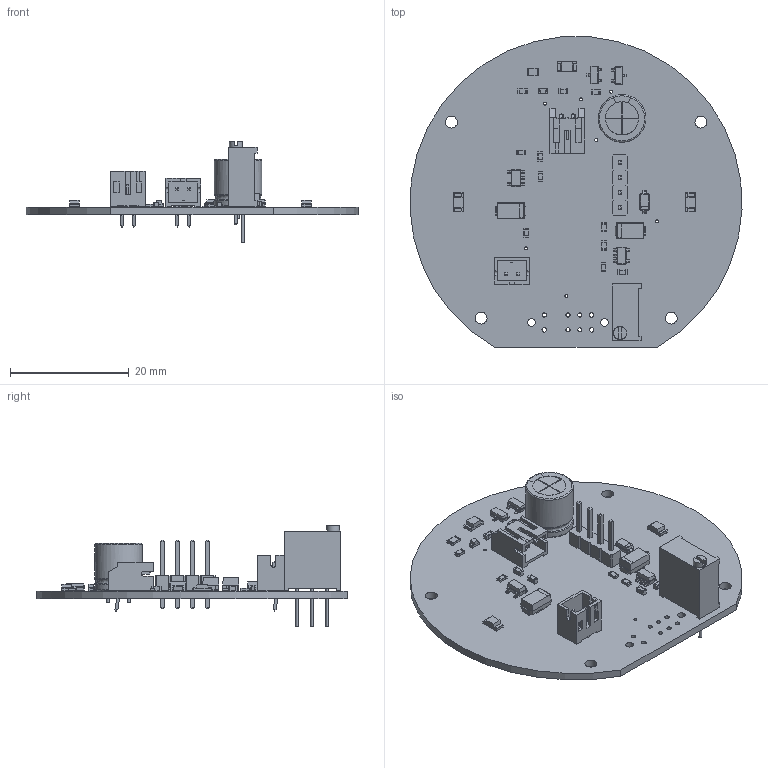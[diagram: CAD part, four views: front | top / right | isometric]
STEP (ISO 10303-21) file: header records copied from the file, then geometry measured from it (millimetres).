
FILE_DESCRIPTION(('KiCad electronic assembly'),'2;1');
FILE_NAME('night-light.step','2022-06-12T14:53:43',('An Author'),( 'A Company'),'Open CASCADE STEP processor 6.9', 'KiCad to STEP converter','Unknown');
FILE_SCHEMA(('AUTOMOTIVE_DESIGN { 1 0 10303 214 1 1 1 1 }'));
Length unit declared in the file: millimetre
Products named in the file (30): Open CASCADE STEP translator 6.9 1; SOT-23-5; SOLID; JST_PH_B2B-PH-K_1x02_P2.00mm_Vertical; Potentiometer_Bourns_3296W_Vertical; R_0805_2012Metric; R_0603_1608Metric; SOT-23; PinHeader_1x04_P2.54mm_Vertical; D_SMA; LED_0603_1608Metric; LED_1206_3216Metric; D_SOD-123; C_0603_1608Metric; CP_Radial_D8.0mm_P3.50mm; JST_PH_S2B-PH-K_1x02_P2.00mm_Horizontal; COMPOUND
Assembly tree (43 placements, depth 3):
  Open CASCADE STEP translator 6.9 1
    SOT-23-5  x2
      SOLID
    JST_PH_B2B-PH-K_1x02_P2.00mm_Vertical
      SOLID
    Potentiometer_Bourns_3296W_Vertical
      SOLID
    R_0805_2012Metric
      SOLID
    R_0603_1608Metric  x5
      SOLID
    SOT-23  x2
      SOLID
    PinHeader_1x04_P2.54mm_Vertical
      SOLID
    D_SMA  x2
      SOLID
    LED_0603_1608Metric
      SOLID
    LED_1206_3216Metric  x3
      SOLID
    D_SOD-123
      SOLID
    C_0603_1608Metric  x6
      SOLID
    CP_Radial_D8.0mm_P3.50mm
      SOLID
    JST_PH_S2B-PH-K_1x02_P2.00mm_Horizontal
      SOLID
    COMPOUND
Bounding box: 55.91 x 52.26 x 17.07 mm (x, y, z)
Volume: 4249 mm3; surface area: 7028.8 mm2
Topology: 29 solids, 30 shells, 1470 faces, 3776 edges, 2403 vertices
Faces by surface type: plane 1002, cylinder 294, bspline 166, revolution 6, torus 2
Full cylindrical faces by diameter (mm): 0.5 x9, 0.51 x3, 0.7 x5, 0.75 x4, 0.762 x3, 0.8 x5, 1 x4, 1.3 x2, 2 x4, 2.19 x1
Entity records: 65428 total; most frequent: CARTESIAN_POINT 12418, DIRECTION 8474, LINE 5945, VECTOR 5945, ORIENTED_EDGE 4630, PCURVE 4630, DEFINITIONAL_REPRESENTATION 4630, EDGE_CURVE 2315
